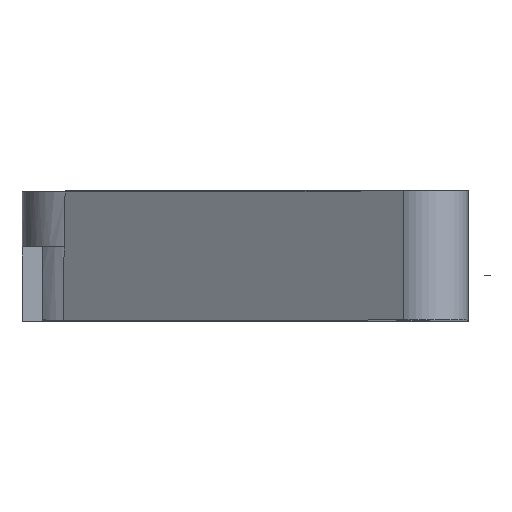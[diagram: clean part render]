
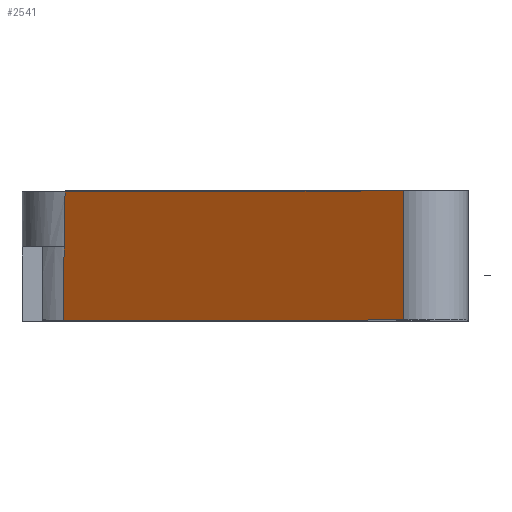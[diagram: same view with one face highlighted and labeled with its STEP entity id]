
A CAD part, front view. The second image highlights one B-rep face of the part: STEP entity #2541.
In plain terms, the highlighted planar face has unit normal (-0.571, -0.821, 0.003).
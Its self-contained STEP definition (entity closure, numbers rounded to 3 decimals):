
#13=(
BOUNDED_CURVE()
B_SPLINE_CURVE(2,(#3846,#3847,#3848),.UNSPECIFIED.,.F.,.F.)
B_SPLINE_CURVE_WITH_KNOTS((3,3),(0.,0.5),.UNSPECIFIED.)
CURVE()
GEOMETRIC_REPRESENTATION_ITEM()
RATIONAL_B_SPLINE_CURVE((1.,1.,1.))
REPRESENTATION_ITEM('')
);
#117=B_SPLINE_CURVE_WITH_KNOTS('',3,(#3812,#3813,#3814,#3815,#3816,#3817),
 .UNSPECIFIED.,.F.,.F.,(4,2,4),(-0.221,-0.13,0.),
 .UNSPECIFIED.);
#118=B_SPLINE_CURVE_WITH_KNOTS('',3,(#3818,#3819,#3820,#3821,#3822,#3823),
 .UNSPECIFIED.,.F.,.F.,(4,2,4),(-0.59,-0.295,0.),
 .UNSPECIFIED.);
#119=B_SPLINE_CURVE_WITH_KNOTS('',3,(#3832,#3833,#3834,#3835),
 .UNSPECIFIED.,.F.,.F.,(4,4),(-0.103,0.),.UNSPECIFIED.);
#120=B_SPLINE_CURVE_WITH_KNOTS('',3,(#3837,#3838,#3839,#3840,#3841,#3842,
#3843),.UNSPECIFIED.,.F.,.F.,(4,3,4),(-1.,-0.5,
-0.103),.UNSPECIFIED.);
#184=FACE_OUTER_BOUND('',#317,.T.);
#317=EDGE_LOOP('',(#1848,#1849,#1850,#1851,#1852,#1853,#1854,#1855,#1856,
#1857,#1858,#1859));
#469=LINE('',#3680,#766);
#498=LINE('',#3767,#795);
#512=LINE('',#3797,#809);
#514=LINE('',#3826,#811);
#515=LINE('',#3828,#812);
#516=LINE('',#3830,#813);
#517=LINE('',#3845,#814);
#766=VECTOR('',#2907,10.);
#795=VECTOR('',#2962,10.);
#809=VECTOR('',#2986,9.6);
#811=VECTOR('',#2990,10.);
#812=VECTOR('',#2991,9.6);
#813=VECTOR('',#2992,9.6);
#814=VECTOR('',#2993,9.6);
#1066=VERTEX_POINT('',#3664);
#1067=VERTEX_POINT('',#3672);
#1094=VERTEX_POINT('',#3765);
#1104=VERTEX_POINT('',#3794);
#1105=VERTEX_POINT('',#3796);
#1106=VERTEX_POINT('',#3811);
#1107=VERTEX_POINT('',#3825);
#1108=VERTEX_POINT('',#3827);
#1109=VERTEX_POINT('',#3829);
#1110=VERTEX_POINT('',#3831);
#1111=VERTEX_POINT('',#3836);
#1112=VERTEX_POINT('',#3844);
#1336=EDGE_CURVE('',#1066,#1067,#469,.T.);
#1372=EDGE_CURVE('',#1094,#1067,#498,.T.);
#1387=EDGE_CURVE('',#1104,#1105,#512,.T.);
#1389=EDGE_CURVE('',#1066,#1106,#117,.T.);
#1390=EDGE_CURVE('',#1106,#1104,#118,.T.);
#1391=EDGE_CURVE('',#1107,#1094,#514,.T.);
#1392=EDGE_CURVE('',#1108,#1107,#515,.T.);
#1393=EDGE_CURVE('',#1109,#1108,#516,.T.);
#1394=EDGE_CURVE('',#1110,#1109,#119,.T.);
#1395=EDGE_CURVE('',#1111,#1110,#120,.T.);
#1396=EDGE_CURVE('',#1112,#1111,#517,.T.);
#1397=EDGE_CURVE('',#1105,#1112,#13,.T.);
#1848=ORIENTED_EDGE('',*,*,#1391,.F.);
#1849=ORIENTED_EDGE('',*,*,#1392,.F.);
#1850=ORIENTED_EDGE('',*,*,#1393,.F.);
#1851=ORIENTED_EDGE('',*,*,#1394,.F.);
#1852=ORIENTED_EDGE('',*,*,#1395,.F.);
#1853=ORIENTED_EDGE('',*,*,#1396,.F.);
#1854=ORIENTED_EDGE('',*,*,#1397,.F.);
#1855=ORIENTED_EDGE('',*,*,#1387,.F.);
#1856=ORIENTED_EDGE('',*,*,#1390,.F.);
#1857=ORIENTED_EDGE('',*,*,#1389,.F.);
#1858=ORIENTED_EDGE('',*,*,#1336,.T.);
#1859=ORIENTED_EDGE('',*,*,#1372,.F.);
#2429=PLANE('',#2696);
#2541=ADVANCED_FACE('',(#184),#2429,.T.);
#2696=AXIS2_PLACEMENT_3D('',#3824,#2988,#2989);
#2907=DIRECTION('',(0.,-0.004,-1.));
#2962=DIRECTION('',(-0.821,0.571,-0.002));
#2986=DIRECTION('',(-0.821,0.571,0.));
#2988=DIRECTION('center_axis',(-0.571,-0.821,0.003));
#2989=DIRECTION('ref_axis',(0.821,-0.571,0.002));
#2990=DIRECTION('',(0.,-0.004,-1.));
#2991=DIRECTION('',(0.821,-0.571,0.002));
#2992=DIRECTION('',(-0.821,0.571,0.));
#2993=DIRECTION('',(0.821,-0.571,0.));
#3664=CARTESIAN_POINT('',(-33.526,138.807,0.379));
#3672=CARTESIAN_POINT('',(-33.526,138.806,0.079));
#3680=CARTESIAN_POINT('',(-33.526,138.807,0.379));
#3765=CARTESIAN_POINT('',(25.765,97.575,0.245));
#3767=CARTESIAN_POINT('',(-18.581,128.413,0.121));
#3794=CARTESIAN_POINT('',(-33.398,138.75,8.161));
#3796=CARTESIAN_POINT('',(-33.414,138.761,8.161));
#3797=CARTESIAN_POINT('',(-31.659,137.541,8.161));
#3811=CARTESIAN_POINT('',(-33.491,138.791,2.497));
#3812=CARTESIAN_POINT('Ctrl Pts',(-33.526,138.807,0.379));
#3813=CARTESIAN_POINT('Ctrl Pts',(-33.521,138.805,0.669));
#3814=CARTESIAN_POINT('Ctrl Pts',(-33.516,138.803,0.959));
#3815=CARTESIAN_POINT('Ctrl Pts',(-33.505,138.798,1.665));
#3816=CARTESIAN_POINT('Ctrl Pts',(-33.498,138.794,2.081));
#3817=CARTESIAN_POINT('Ctrl Pts',(-33.491,138.791,2.497));
#3818=CARTESIAN_POINT('Ctrl Pts',(-33.491,138.791,2.497));
#3819=CARTESIAN_POINT('Ctrl Pts',(-33.475,138.784,3.441));
#3820=CARTESIAN_POINT('Ctrl Pts',(-33.459,138.777,4.385));
#3821=CARTESIAN_POINT('Ctrl Pts',(-33.429,138.764,6.273));
#3822=CARTESIAN_POINT('Ctrl Pts',(-33.413,138.757,7.217));
#3823=CARTESIAN_POINT('Ctrl Pts',(-33.398,138.75,8.161));
#3824=CARTESIAN_POINT('Origin',(-37.133,141.367,12.961));
#3825=CARTESIAN_POINT('',(25.765,97.666,22.737));
#3826=CARTESIAN_POINT('',(25.765,97.576,0.545));
#3827=CARTESIAN_POINT('',(-37.104,141.386,22.561));
#3828=CARTESIAN_POINT('',(-37.132,141.406,22.561));
#3829=CARTESIAN_POINT('',(-33.178,138.656,22.561));
#3830=CARTESIAN_POINT('',(-32.076,137.889,22.561));
#3831=CARTESIAN_POINT('',(-33.193,138.662,21.572));
#3832=CARTESIAN_POINT('Ctrl Pts',(-33.189,138.666,21.572));
#3833=CARTESIAN_POINT('Ctrl Pts',(-33.184,138.664,21.901));
#3834=CARTESIAN_POINT('Ctrl Pts',(-33.179,138.662,22.231));
#3835=CARTESIAN_POINT('Ctrl Pts',(-33.174,138.66,22.561));
#3836=CARTESIAN_POINT('',(-33.323,138.717,12.961));
#3837=CARTESIAN_POINT('Ctrl Pts',(-33.318,138.721,12.961));
#3838=CARTESIAN_POINT('Ctrl Pts',(-33.293,138.71,14.56));
#3839=CARTESIAN_POINT('Ctrl Pts',(-33.269,138.7,16.161));
#3840=CARTESIAN_POINT('Ctrl Pts',(-33.245,138.69,17.761));
#3841=CARTESIAN_POINT('Ctrl Pts',(-33.226,138.681,19.031));
#3842=CARTESIAN_POINT('Ctrl Pts',(-33.207,138.674,20.301));
#3843=CARTESIAN_POINT('Ctrl Pts',(-33.189,138.666,21.572));
#3844=CARTESIAN_POINT('',(-33.336,138.726,12.961));
#3845=CARTESIAN_POINT('',(-34.885,139.804,12.961));
#3846=CARTESIAN_POINT('Ctrl Pts',(-33.414,138.761,8.161));
#3847=CARTESIAN_POINT('Ctrl Pts',(-33.375,138.743,10.517));
#3848=CARTESIAN_POINT('Ctrl Pts',(-33.336,138.726,12.961));
